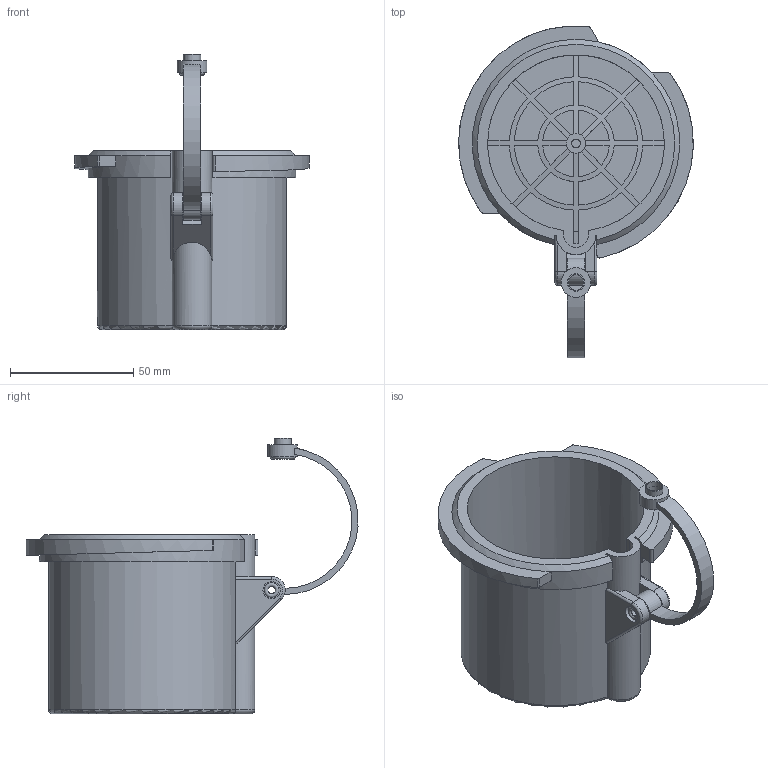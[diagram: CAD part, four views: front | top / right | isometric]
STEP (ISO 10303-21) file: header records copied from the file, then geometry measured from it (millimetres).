
FILE_DESCRIPTION(/* description */ (''),/* implementation_level */ '2;1');
FILE_NAME(/* name */ '833.stp',/* time_stamp */ '2023-09-04T14:53:20+02:00',/* author */ ('massmann'),/* organization */ (''),/* preprocessor_version */ 'ST-DEVELOPER v17',/* originating_system */ 'Autodesk Inventor 2018',/* authorisation */ '');
FILE_SCHEMA (('AUTOMOTIVE_DESIGN { 1 0 10303 214 3 1 1 }'));
Length unit declared in the file: millimetre
Products named in the file (1): 833
Bounding box: 94.99 x 134.43 x 111.47 mm (x, y, z)
Volume: 76774.4 mm3; surface area: 54214.1 mm2
Topology: 2 solids, 3 shells, 205 faces, 532 edges, 349 vertices
Faces by surface type: plane 113, cylinder 80, torus 10, cone 2
Full cylindrical faces by diameter (mm): 3 x1, 3.5 x1, 4 x1, 4.3 x3, 5 x2, 6 x2, 6.2 x1, 7 x3, 12 x1
Entity records: 6638 total; most frequent: CARTESIAN_POINT 1281, DIRECTION 1103, ORIENTED_EDGE 1064, EDGE_CURVE 532, AXIS2_PLACEMENT_3D 428, VERTEX_POINT 349, LINE 247, VECTOR 247
